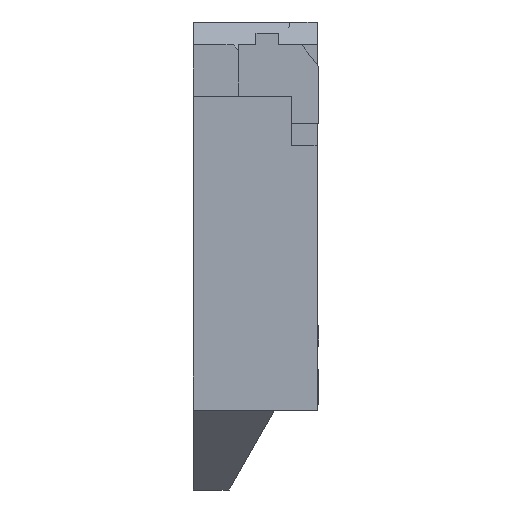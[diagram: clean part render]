
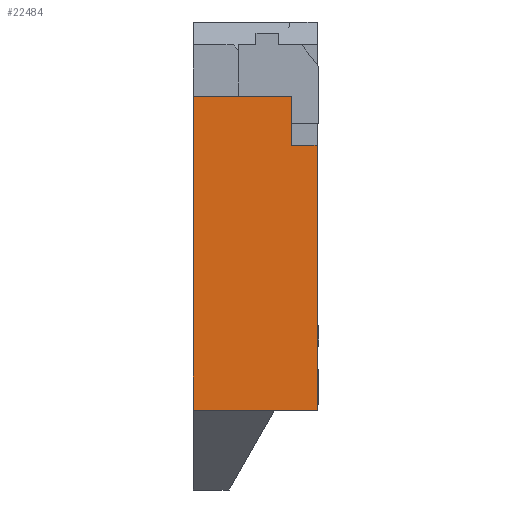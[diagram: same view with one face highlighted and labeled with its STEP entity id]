
A CAD part, left-side view. The second image highlights one B-rep face of the part: STEP entity #22484.
In plain terms, the highlighted planar face has unit normal (-1, 0, 0).
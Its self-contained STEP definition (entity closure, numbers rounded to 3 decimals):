
#13480 = VECTOR ( 'NONE', #16298, 1000. ) ;
#16296 = LINE ( 'NONE', #16297, #13480 ) ;
#16297 = CARTESIAN_POINT ( 'NONE',  ( -17., 1.1, -0.65 ) ) ;
#16298 = DIRECTION ( 'NONE',  ( 0., 0., 1. ) ) ;
#22484 = ADVANCED_FACE ( 'NONE', ( #110213 ), #115560, .T. ) ;
#28245 = EDGE_CURVE ( 'NONE', #124885, #124886, #136364, .T. ) ;
#28313 = EDGE_CURVE ( 'NONE', #124886, #115326, #136521, .T. ) ;
#28316 = EDGE_CURVE ( 'NONE', #125112, #124885, #136527, .T. ) ;
#28318 = EDGE_CURVE ( 'NONE', #125113, #125112, #136532, .T. ) ;
#28320 = EDGE_CURVE ( 'NONE', #125113, #115329, #136538, .T. ) ;
#31770 = ORIENTED_EDGE ( 'NONE', *, *, #28318, .T. ) ;
#31771 = ORIENTED_EDGE ( 'NONE', *, *, #28245, .T. ) ;
#31773 = ORIENTED_EDGE ( 'NONE', *, *, #28316, .T. ) ;
#31774 = ORIENTED_EDGE ( 'NONE', *, *, #36809, .F. ) ;
#31776 = ORIENTED_EDGE ( 'NONE', *, *, #28313, .T. ) ;
#31778 = ORIENTED_EDGE ( 'NONE', *, *, #28320, .F. ) ;
#36809 = EDGE_CURVE ( 'NONE', #115329, #115326, #16296, .T. ) ;
#47570 = EDGE_LOOP ( 'NONE', ( #31770, #31773, #31771, #31776, #31774, #31778 ) ) ;
#59844 = CARTESIAN_POINT ( 'NONE',  ( -17., 1.1, -0.65 ) ) ;
#59846 = CARTESIAN_POINT ( 'NONE',  ( -17., 1.1, -3.4 ) ) ;
#61515 = CARTESIAN_POINT ( 'NONE',  ( -17., 0.24, -1.08 ) ) ;
#61516 = CARTESIAN_POINT ( 'NONE',  ( -17., 0.24, -0.65 ) ) ;
#61569 = CARTESIAN_POINT ( 'NONE',  ( -17., 0.015, -1.08 ) ) ;
#61570 = CARTESIAN_POINT ( 'NONE',  ( -17., 0.015, -3.4 ) ) ;
#110213 = FACE_OUTER_BOUND ( 'NONE', #47570, .T. ) ;
#110219 = AXIS2_PLACEMENT_3D ( 'NONE', #115561, #115562, #115563 ) ;
#115326 = VERTEX_POINT ( 'NONE', #59844 ) ;
#115329 = VERTEX_POINT ( 'NONE', #59846 ) ;
#115560 = PLANE ( 'NONE',  #110219 ) ;
#115561 = CARTESIAN_POINT ( 'NONE',  ( -17., 0.015, -0.65 ) ) ;
#115562 = DIRECTION ( 'NONE',  ( -1., 0., 0. ) ) ;
#115563 = DIRECTION ( 'NONE',  ( 0., 0., 1. ) ) ;
#124885 = VERTEX_POINT ( 'NONE', #61515 ) ;
#124886 = VERTEX_POINT ( 'NONE', #61516 ) ;
#125112 = VERTEX_POINT ( 'NONE', #61569 ) ;
#125113 = VERTEX_POINT ( 'NONE', #61570 ) ;
#134163 = VECTOR ( 'NONE', #136368, 1000. ) ;
#134193 = VECTOR ( 'NONE', #136525, 1000. ) ;
#134194 = VECTOR ( 'NONE', #136531, 1000. ) ;
#134195 = VECTOR ( 'NONE', #136535, 1000. ) ;
#134196 = VECTOR ( 'NONE', #136542, 1000. ) ;
#136364 = LINE ( 'NONE', #136367, #134163 ) ;
#136367 = CARTESIAN_POINT ( 'NONE',  ( -17., 0.24, -0.65 ) ) ;
#136368 = DIRECTION ( 'NONE',  ( 0., 0., 1. ) ) ;
#136521 = LINE ( 'NONE', #136524, #134193 ) ;
#136524 = CARTESIAN_POINT ( 'NONE',  ( -17., 0.015, -0.65 ) ) ;
#136525 = DIRECTION ( 'NONE',  ( 0., 1., 0. ) ) ;
#136527 = LINE ( 'NONE', #136528, #134194 ) ;
#136528 = CARTESIAN_POINT ( 'NONE',  ( -17., 0.24, -1.08 ) ) ;
#136531 = DIRECTION ( 'NONE',  ( 0., 1., 0. ) ) ;
#136532 = LINE ( 'NONE', #136534, #134195 ) ;
#136534 = CARTESIAN_POINT ( 'NONE',  ( -17., 0.015, -0.65 ) ) ;
#136535 = DIRECTION ( 'NONE',  ( 0., 0., 1. ) ) ;
#136538 = LINE ( 'NONE', #136539, #134196 ) ;
#136539 = CARTESIAN_POINT ( 'NONE',  ( -17., 0.015, -3.4 ) ) ;
#136542 = DIRECTION ( 'NONE',  ( 0., 1., 0. ) ) ;
